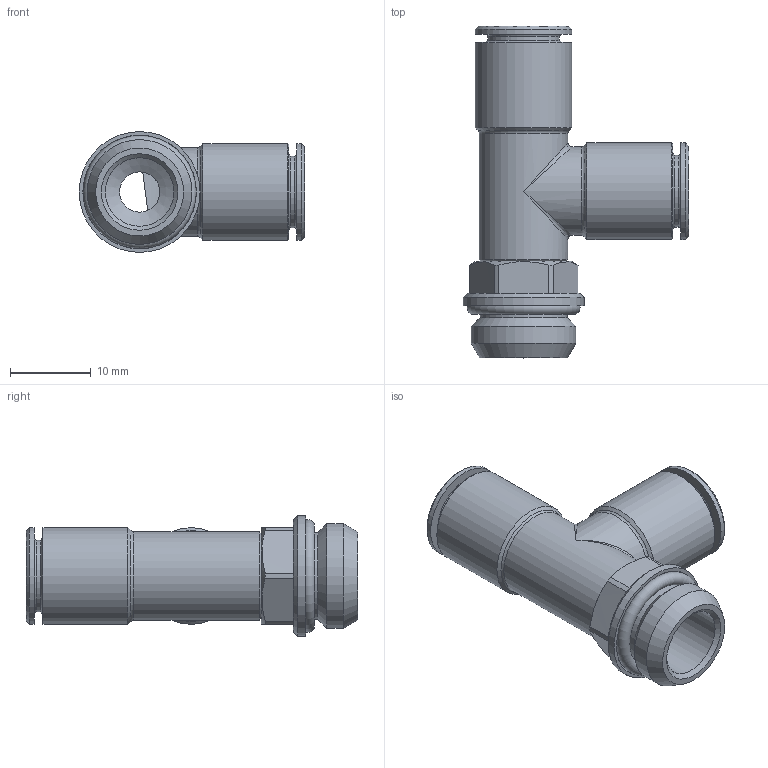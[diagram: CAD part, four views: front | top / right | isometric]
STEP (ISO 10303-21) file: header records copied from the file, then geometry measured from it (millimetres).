
FILE_DESCRIPTION(( 'MAL.24.08.14.stp' ), '1');
FILE_NAME( 'MAL.24.08.14.stp', '2021-02-19T16:28:18',( 'Sopra'),('sopra-pneumatic.com'), 'SwSTEP 2.0','SolidWorks 2009','' );
FILE_SCHEMA( ( 'CONFIG_CONTROL_DESIGN' ) );
Length unit declared in the file: millimetre
Products named in the file (3): F0140042; Taglia-Rivoluzione2; 011-0329-1-solid1
Assembly tree (2 placements, depth 2):
  F0140042
    Taglia-Rivoluzione2
    011-0329-1-solid1
Bounding box: 28 x 41.2 x 15 mm (x, y, z)
Volume: 3563.6 mm3; surface area: 4136.7 mm2
Topology: 2 solids, 2 shells, 69 faces, 158 edges, 92 vertices
Faces by surface type: cylinder 23, cone 21, plane 17, torus 5, bspline 2, sphere 1
Full cylindrical faces by diameter (mm): 5 x1, 6 x2, 8.15 x2, 8.5 x1, 8.9 x2, 10.8 x1, 11 x2, 12 x4, 13 x1, 15 x1
Entity records: 2103 total; most frequent: CARTESIAN_POINT 685, DIRECTION 290, ORIENTED_EDGE 200, AXIS2_PLACEMENT_3D 136, EDGE_LOOP 122, EDGE_CURVE 100, FACE_OUTER_BOUND 89, VERTEX_POINT 85
